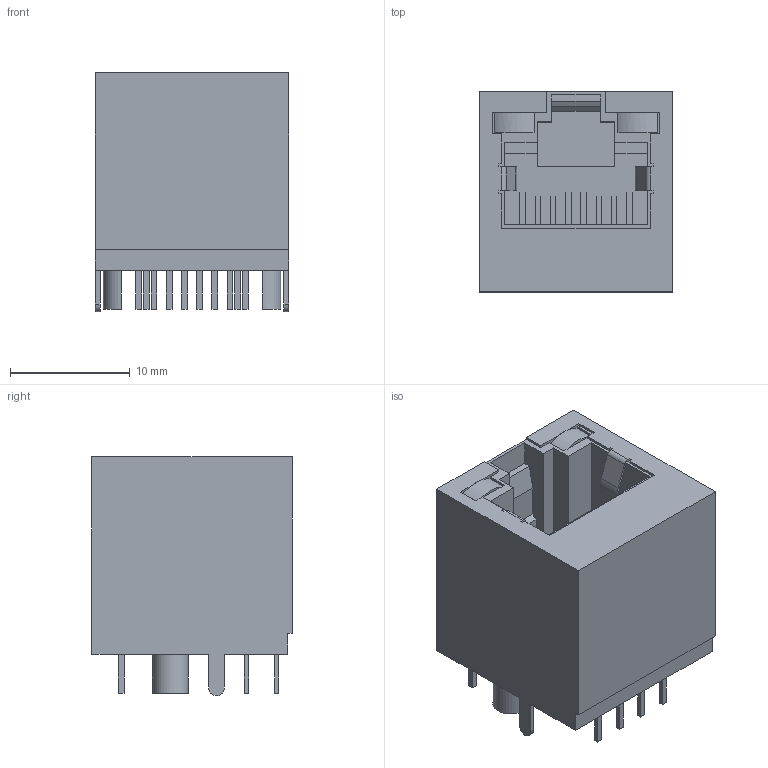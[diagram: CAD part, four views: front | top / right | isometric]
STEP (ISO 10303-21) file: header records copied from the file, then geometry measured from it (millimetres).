
FILE_DESCRIPTION((''),'2;1');
FILE_NAME('C-1-1734577-4','2011-07-11T',('workeradm'),(''),'PRO/ENGINEER BY PARAMETRIC TECHNOLOGY CORPORATION, 2010430','PRO/ENGINEER BY PARAMETRIC TECHNOLOGY CORPORATION, 2010430','');
FILE_SCHEMA(('AUTOMOTIVE_DESIGN { 1 0 10303 214 1 1 1 1 }'));
Length unit declared in the file: millimetre
Products named in the file (1): C-1-1734577-4
Bounding box: 16.15 x 16.7 x 19.99 mm (x, y, z)
Volume: 3225.3 mm3; surface area: 2462.2 mm2
Topology: 1 solids, 1 shells, 197 faces, 535 edges, 354 vertices
Faces by surface type: plane 185, cylinder 12
Entity records: 6318 total; most frequent: CARTESIAN_POINT 1088, ORIENTED_EDGE 1070, DIRECTION 961, EDGE_CURVE 535, VECTOR 503, LINE 503, VERTEX_POINT 354, AXIS2_PLACEMENT_3D 229
